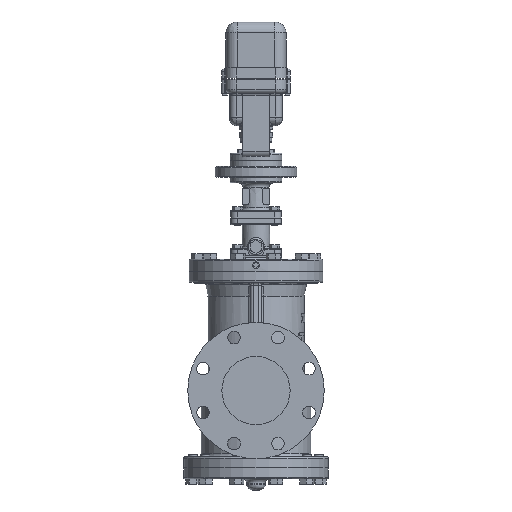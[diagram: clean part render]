
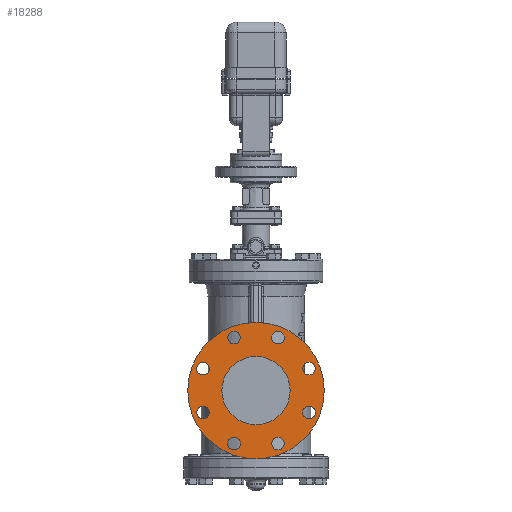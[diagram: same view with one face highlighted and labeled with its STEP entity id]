
A CAD part, left-side view. The second image highlights one B-rep face of the part: STEP entity #18288.
In plain terms, the highlighted planar face has unit normal (-1, 0, 0).
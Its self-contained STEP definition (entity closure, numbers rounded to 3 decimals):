
#3766=PLANE('',#19491);
#4406=FACE_BOUND('',#5937,.T.);
#4407=FACE_BOUND('',#5938,.T.);
#4408=FACE_BOUND('',#5939,.T.);
#4409=FACE_BOUND('',#5940,.T.);
#4410=FACE_BOUND('',#5941,.T.);
#4411=FACE_BOUND('',#5942,.T.);
#4412=FACE_BOUND('',#5943,.T.);
#4413=FACE_BOUND('',#5944,.T.);
#4414=FACE_BOUND('',#5945,.T.);
#4736=FACE_OUTER_BOUND('',#5936,.T.);
#5936=EDGE_LOOP('',(#12821));
#5937=EDGE_LOOP('',(#12822));
#5938=EDGE_LOOP('',(#12823));
#5939=EDGE_LOOP('',(#12824));
#5940=EDGE_LOOP('',(#12825));
#5941=EDGE_LOOP('',(#12826));
#5942=EDGE_LOOP('',(#12827));
#5943=EDGE_LOOP('',(#12828));
#5944=EDGE_LOOP('',(#12829));
#5945=EDGE_LOOP('',(#12830));
#7422=CIRCLE('',#19470,125.);
#7423=CIRCLE('',#19472,11.5);
#7424=CIRCLE('',#19474,11.5);
#7425=CIRCLE('',#19476,11.5);
#7426=CIRCLE('',#19478,11.5);
#7427=CIRCLE('',#19480,11.5);
#7428=CIRCLE('',#19482,11.5);
#7429=CIRCLE('',#19484,11.5);
#7430=CIRCLE('',#19486,62.5);
#7432=CIRCLE('',#19490,11.5);
#8292=VERTEX_POINT('',#27075);
#8293=VERTEX_POINT('',#27078);
#8294=VERTEX_POINT('',#27081);
#8295=VERTEX_POINT('',#27084);
#8296=VERTEX_POINT('',#27087);
#8297=VERTEX_POINT('',#27090);
#8298=VERTEX_POINT('',#27093);
#8299=VERTEX_POINT('',#27096);
#8300=VERTEX_POINT('',#27099);
#8302=VERTEX_POINT('',#27105);
#10085=EDGE_CURVE('',#8292,#8292,#7422,.T.);
#10086=EDGE_CURVE('',#8293,#8293,#7423,.T.);
#10087=EDGE_CURVE('',#8294,#8294,#7424,.T.);
#10088=EDGE_CURVE('',#8295,#8295,#7425,.T.);
#10089=EDGE_CURVE('',#8296,#8296,#7426,.T.);
#10090=EDGE_CURVE('',#8297,#8297,#7427,.T.);
#10091=EDGE_CURVE('',#8298,#8298,#7428,.T.);
#10092=EDGE_CURVE('',#8299,#8299,#7429,.T.);
#10093=EDGE_CURVE('',#8300,#8300,#7430,.T.);
#10095=EDGE_CURVE('',#8302,#8302,#7432,.T.);
#12821=ORIENTED_EDGE('',*,*,#10085,.F.);
#12822=ORIENTED_EDGE('',*,*,#10086,.T.);
#12823=ORIENTED_EDGE('',*,*,#10087,.T.);
#12824=ORIENTED_EDGE('',*,*,#10088,.T.);
#12825=ORIENTED_EDGE('',*,*,#10089,.T.);
#12826=ORIENTED_EDGE('',*,*,#10090,.T.);
#12827=ORIENTED_EDGE('',*,*,#10091,.T.);
#12828=ORIENTED_EDGE('',*,*,#10092,.T.);
#12829=ORIENTED_EDGE('',*,*,#10093,.T.);
#12830=ORIENTED_EDGE('',*,*,#10095,.T.);
#18288=ADVANCED_FACE('',(#4736,#4406,#4407,#4408,#4409,#4410,#4411,#4412,
#4413,#4414),#3766,.F.);
#19470=AXIS2_PLACEMENT_3D('',#27076,#21448,#21449);
#19472=AXIS2_PLACEMENT_3D('',#27079,#21452,#21453);
#19474=AXIS2_PLACEMENT_3D('',#27082,#21456,#21457);
#19476=AXIS2_PLACEMENT_3D('',#27085,#21460,#21461);
#19478=AXIS2_PLACEMENT_3D('',#27088,#21464,#21465);
#19480=AXIS2_PLACEMENT_3D('',#27091,#21468,#21469);
#19482=AXIS2_PLACEMENT_3D('',#27094,#21472,#21473);
#19484=AXIS2_PLACEMENT_3D('',#27097,#21476,#21477);
#19486=AXIS2_PLACEMENT_3D('',#27100,#21480,#21481);
#19490=AXIS2_PLACEMENT_3D('',#27106,#21488,#21489);
#19491=AXIS2_PLACEMENT_3D('',#27107,#21490,#21491);
#21448=DIRECTION('center_axis',(1.,0.,0.));
#21449=DIRECTION('ref_axis',(0.,0.,1.));
#21452=DIRECTION('center_axis',(1.,0.,0.));
#21453=DIRECTION('ref_axis',(0.,-0.707,-0.707));
#21456=DIRECTION('center_axis',(1.,0.,0.));
#21457=DIRECTION('ref_axis',(0.,-1.,0.));
#21460=DIRECTION('center_axis',(1.,0.,0.));
#21461=DIRECTION('ref_axis',(0.,-0.707,0.707));
#21464=DIRECTION('center_axis',(1.,0.,0.));
#21465=DIRECTION('ref_axis',(0.,0.,1.));
#21468=DIRECTION('center_axis',(1.,0.,0.));
#21469=DIRECTION('ref_axis',(0.,0.707,0.707));
#21472=DIRECTION('center_axis',(1.,0.,0.));
#21473=DIRECTION('ref_axis',(0.,1.,0.));
#21476=DIRECTION('center_axis',(1.,0.,0.));
#21477=DIRECTION('ref_axis',(0.,0.707,-0.707));
#21480=DIRECTION('center_axis',(1.,0.,0.));
#21481=DIRECTION('ref_axis',(0.,0.,-1.));
#21488=DIRECTION('center_axis',(1.,0.,0.));
#21489=DIRECTION('ref_axis',(0.,0.,-1.));
#21490=DIRECTION('center_axis',(1.,0.,0.));
#21491=DIRECTION('ref_axis',(0.,0.,-1.));
#27075=CARTESIAN_POINT('',(-217.,0.,-125.));
#27076=CARTESIAN_POINT('Origin',(-217.,0.,0.));
#27078=CARTESIAN_POINT('',(-217.,88.876,32.05));
#27079=CARTESIAN_POINT('Origin',(-217.,97.007,40.182));
#27081=CARTESIAN_POINT('',(-217.,85.507,-40.182));
#27082=CARTESIAN_POINT('Origin',(-217.,97.007,-40.182));
#27084=CARTESIAN_POINT('',(-217.,32.05,-88.876));
#27085=CARTESIAN_POINT('Origin',(-217.,40.182,-97.007));
#27087=CARTESIAN_POINT('',(-217.,-40.182,-85.507));
#27088=CARTESIAN_POINT('Origin',(-217.,-40.182,-97.007));
#27090=CARTESIAN_POINT('',(-217.,-88.876,-32.05));
#27091=CARTESIAN_POINT('Origin',(-217.,-97.007,-40.182));
#27093=CARTESIAN_POINT('',(-217.,-85.507,40.182));
#27094=CARTESIAN_POINT('Origin',(-217.,-97.007,40.182));
#27096=CARTESIAN_POINT('',(-217.,-32.05,88.876));
#27097=CARTESIAN_POINT('Origin',(-217.,-40.182,97.007));
#27099=CARTESIAN_POINT('',(-217.,0.,-62.5));
#27100=CARTESIAN_POINT('Origin',(-217.,0.,0.));
#27105=CARTESIAN_POINT('',(-217.,40.182,85.507));
#27106=CARTESIAN_POINT('Origin',(-217.,40.182,97.007));
#27107=CARTESIAN_POINT('Origin',(-217.,0.,0.));
